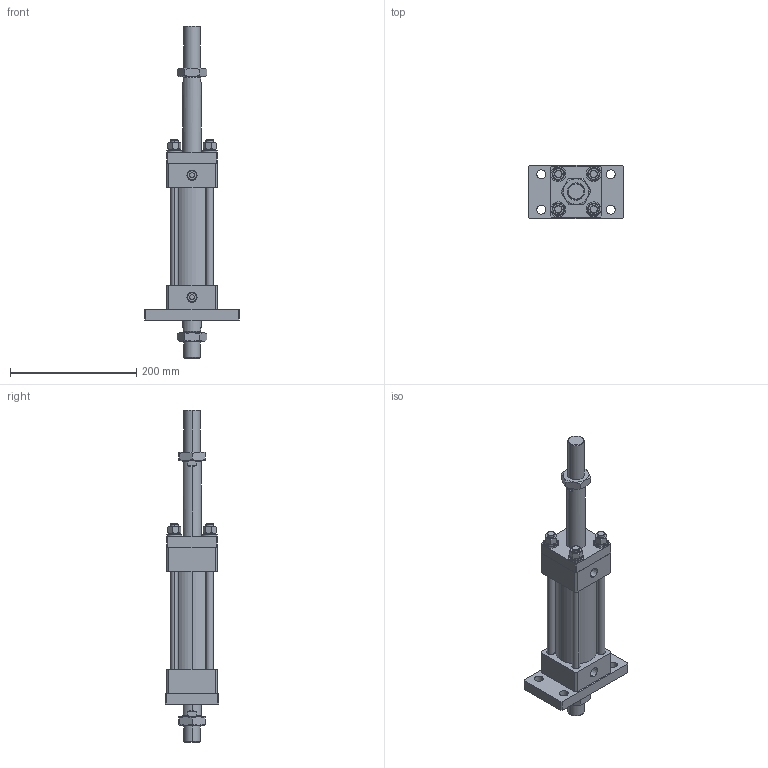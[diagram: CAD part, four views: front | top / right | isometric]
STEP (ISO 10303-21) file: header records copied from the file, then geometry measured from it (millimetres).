
FILE_DESCRIPTION (( 'STEP AP203' ), '1' );
FILE_NAME ('HOD-50-30-100-FA.STEP', '2021-04-27T03:36:21', ( '微软用户' ), ( '微软中国' ), 'SwSTEP 2.0', 'SolidWorks 2012', '' );
FILE_SCHEMA (( 'CONFIG_CONTROL_DESIGN' ));
Length unit declared in the file: millimetre
Products named in the file (11): HOD-50-30-100-FA; HOB-50-30-100-FA楊擘; hex thin nuts grades ab gb_GB_FASTENER_NUT_STNABTT  B M27X2.0-C; single coil lock washers light type gb_GB_FASTENER_WASHER_SSWL 12; plain washers--product grade c gb_GB_FASTENER_WASHER_SMWC 12; hex nuts 1-fine pitch-grades ab gb_GB_FASTENER_NUT_SNAB1XY M12X1.5-C; HOD-50-30-100活塞杆; HOD-50-30-100-FA嶺裝; HOB-50-30-100楊擘; HOB-50-30-100前盖; HOB-50-30-100掛极
Assembly tree (24 placements, depth 2):
  HOD-50-30-100-FA
    HOB-50-30-100掛极
    HOB-50-30-100前盖  x2
    HOB-50-30-100楊擘
    HOD-50-30-100-FA嶺裝  x4
    HOD-50-30-100活塞杆
    hex nuts 1-fine pitch-grades ab gb_GB_FASTENER_NUT_SNAB1XY M12X1.5-C  x4
    plain washers--product grade c gb_GB_FASTENER_WASHER_SMWC 12  x4
    single coil lock washers light type gb_GB_FASTENER_WASHER_SSWL 12  x4
    hex thin nuts grades ab gb_GB_FASTENER_NUT_STNABTT  B M27X2.0-C  x2
    HOB-50-30-100-FA楊擘
Bounding box: 150 x 85 x 525 mm (x, y, z)
Volume: 1426994.1 mm3; surface area: 304114.2 mm2
Topology: 24 solids, 24 shells, 386 faces, 884 edges, 556 vertices
Faces by surface type: cylinder 146, plane 136, cone 92, torus 12
Entity records: 7945 total; most frequent: CARTESIAN_POINT 1454, DIRECTION 1122, ORIENTED_EDGE 962, EDGE_CURVE 481, AXIS2_PLACEMENT_3D 456, VERTEX_POINT 304, EDGE_LOOP 259, CIRCLE 225
